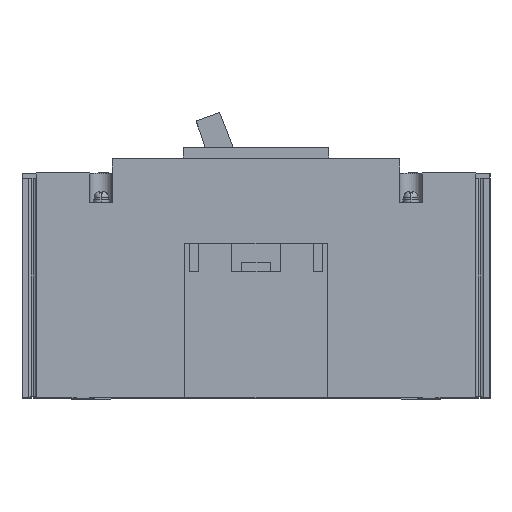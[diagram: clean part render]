
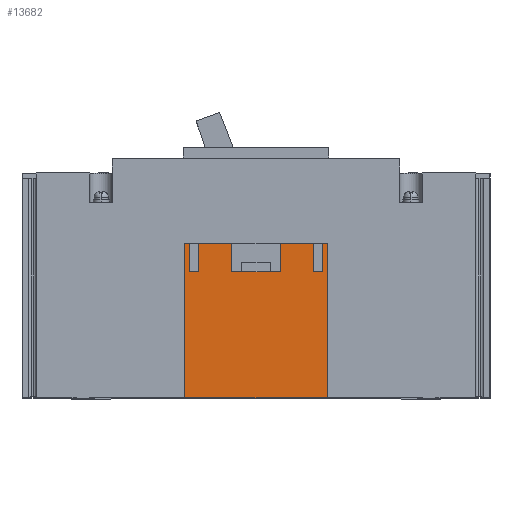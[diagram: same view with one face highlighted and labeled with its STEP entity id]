
A CAD part, top view. The second image highlights one B-rep face of the part: STEP entity #13682.
In plain terms, the highlighted planar face has unit normal (0, 0, 1).
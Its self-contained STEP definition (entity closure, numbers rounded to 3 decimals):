
#54 = CARTESIAN_POINT ( 'NONE',  ( 25.25, 0., 52.5 ) ) ;
#1643 = PLANE ( 'NONE',  #24062 ) ;
#2047 = ORIENTED_EDGE ( 'NONE', *, *, #4075, .T. ) ;
#2059 = VECTOR ( 'NONE', #40522, 1000. ) ;
#2827 = EDGE_CURVE ( 'NONE', #12729, #22545, #44313, .T. ) ;
#2941 = DIRECTION ( 'NONE',  ( 0., 1., 0. ) ) ;
#2993 = VERTEX_POINT ( 'NONE', #8676 ) ;
#3285 = DIRECTION ( 'NONE',  ( 1., 0., 0. ) ) ;
#3858 = CARTESIAN_POINT ( 'NONE',  ( -25.25, 54.5, 52.5 ) ) ;
#4075 = EDGE_CURVE ( 'NONE', #17514, #41793, #10842, .T. ) ;
#4537 = EDGE_CURVE ( 'NONE', #14815, #39568, #8887, .T. ) ;
#5470 = CARTESIAN_POINT ( 'NONE',  ( 0., 0., 52.5 ) ) ;
#5640 = EDGE_LOOP ( 'NONE', ( #38563, #25696, #14064, #41484, #7979, #16729, #26371, #28682, #13509, #2047, #19596, #14324, #33217, #7046, #36023, #19946 ) ) ;
#5951 = CARTESIAN_POINT ( 'NONE',  ( 23.5, 54.5, 52.5 ) ) ;
#6687 = CARTESIAN_POINT ( 'NONE',  ( 20.25, 44.5, 52.5 ) ) ;
#6899 = EDGE_CURVE ( 'NONE', #27548, #14815, #27191, .T. ) ;
#7046 = ORIENTED_EDGE ( 'NONE', *, *, #4537, .F. ) ;
#7131 = CARTESIAN_POINT ( 'NONE',  ( -23.5, 54.5, 52.5 ) ) ;
#7175 = LINE ( 'NONE', #30821, #17620 ) ;
#7221 = CARTESIAN_POINT ( 'NONE',  ( 20.25, 54.5, 52.5 ) ) ;
#7979 = ORIENTED_EDGE ( 'NONE', *, *, #42887, .T. ) ;
#8676 = CARTESIAN_POINT ( 'NONE',  ( 25.25, 54.5, 52.5 ) ) ;
#8887 = LINE ( 'NONE', #5951, #33553 ) ;
#8937 = VERTEX_POINT ( 'NONE', #29249 ) ;
#9171 = CARTESIAN_POINT ( 'NONE',  ( -25.25, 54.5, 52.5 ) ) ;
#9752 = CARTESIAN_POINT ( 'NONE',  ( 23.5, 44.5, 52.5 ) ) ;
#10023 = CARTESIAN_POINT ( 'NONE',  ( 20.25, 54.5, 52.5 ) ) ;
#10543 = EDGE_CURVE ( 'NONE', #25666, #8937, #7175, .T. ) ;
#10842 = LINE ( 'NONE', #14645, #42928 ) ;
#11260 = DIRECTION ( 'NONE',  ( 0., 1., 0. ) ) ;
#11524 = EDGE_CURVE ( 'NONE', #31271, #2993, #18032, .T. ) ;
#12409 = CARTESIAN_POINT ( 'NONE',  ( -25.25, 54.5, 52.5 ) ) ;
#12554 = LINE ( 'NONE', #9171, #12948 ) ;
#12729 = VERTEX_POINT ( 'NONE', #33843 ) ;
#12948 = VECTOR ( 'NONE', #22923, 1000. ) ;
#13164 = VECTOR ( 'NONE', #11260, 1000. ) ;
#13218 = VERTEX_POINT ( 'NONE', #17931 ) ;
#13509 = ORIENTED_EDGE ( 'NONE', *, *, #23778, .T. ) ;
#13682 = ADVANCED_FACE ( 'NONE', ( #42892 ), #1643, .F. ) ;
#14064 = ORIENTED_EDGE ( 'NONE', *, *, #10543, .F. ) ;
#14324 = ORIENTED_EDGE ( 'NONE', *, *, #11524, .T. ) ;
#14645 = CARTESIAN_POINT ( 'NONE',  ( -25.25, 0., 52.5 ) ) ;
#14754 = CARTESIAN_POINT ( 'NONE',  ( 20.25, 44.5, 52.5 ) ) ;
#14815 = VERTEX_POINT ( 'NONE', #9752 ) ;
#15774 = CARTESIAN_POINT ( 'NONE',  ( 23.5, 54.5, 52.5 ) ) ;
#15885 = VECTOR ( 'NONE', #21030, 1000. ) ;
#16274 = EDGE_CURVE ( 'NONE', #23267, #13218, #34270, .T. ) ;
#16675 = VECTOR ( 'NONE', #29247, 1000. ) ;
#16729 = ORIENTED_EDGE ( 'NONE', *, *, #16274, .F. ) ;
#16837 = CARTESIAN_POINT ( 'NONE',  ( -23.5, 44.5, 52.5 ) ) ;
#17514 = VERTEX_POINT ( 'NONE', #24862 ) ;
#17620 = VECTOR ( 'NONE', #37369, 1000. ) ;
#17931 = CARTESIAN_POINT ( 'NONE',  ( -20.25, 54.5, 52.5 ) ) ;
#18032 = LINE ( 'NONE', #31780, #13164 ) ;
#19596 = ORIENTED_EDGE ( 'NONE', *, *, #25986, .T. ) ;
#19631 = LINE ( 'NONE', #32927, #20914 ) ;
#19692 = DIRECTION ( 'NONE',  ( 0., 1., 0. ) ) ;
#19946 = ORIENTED_EDGE ( 'NONE', *, *, #40085, .F. ) ;
#20063 = CARTESIAN_POINT ( 'NONE',  ( -25.25, 0., 52.5 ) ) ;
#20914 = VECTOR ( 'NONE', #23017, 1000. ) ;
#21030 = DIRECTION ( 'NONE',  ( 1., 0., 0. ) ) ;
#21619 = CARTESIAN_POINT ( 'NONE',  ( 8.55, 0., 52.5 ) ) ;
#22334 = DIRECTION ( 'NONE',  ( -1., 0., 0. ) ) ;
#22545 = VERTEX_POINT ( 'NONE', #34814 ) ;
#22923 = DIRECTION ( 'NONE',  ( -1., 0., 0. ) ) ;
#23017 = DIRECTION ( 'NONE',  ( -1., 0., 0. ) ) ;
#23267 = VERTEX_POINT ( 'NONE', #25169 ) ;
#23770 = LINE ( 'NONE', #10023, #37292 ) ;
#23778 = EDGE_CURVE ( 'NONE', #12729, #17514, #32021, .T. ) ;
#23783 = CARTESIAN_POINT ( 'NONE',  ( -8.55, 54.5, 52.5 ) ) ;
#24062 = AXIS2_PLACEMENT_3D ( 'NONE', #5470, #36344, #36795 ) ;
#24165 = VERTEX_POINT ( 'NONE', #36024 ) ;
#24646 = VERTEX_POINT ( 'NONE', #23783 ) ;
#24815 = LINE ( 'NONE', #3858, #36779 ) ;
#24862 = CARTESIAN_POINT ( 'NONE',  ( -25.25, 54.5, 52.5 ) ) ;
#25169 = CARTESIAN_POINT ( 'NONE',  ( -20.25, 44.5, 52.5 ) ) ;
#25666 = VERTEX_POINT ( 'NONE', #31659 ) ;
#25696 = ORIENTED_EDGE ( 'NONE', *, *, #42011, .F. ) ;
#25986 = EDGE_CURVE ( 'NONE', #41793, #31271, #41335, .T. ) ;
#26227 = EDGE_CURVE ( 'NONE', #2993, #39568, #19631, .T. ) ;
#26371 = ORIENTED_EDGE ( 'NONE', *, *, #40763, .F. ) ;
#27191 = LINE ( 'NONE', #6687, #41630 ) ;
#27548 = VERTEX_POINT ( 'NONE', #14754 ) ;
#28682 = ORIENTED_EDGE ( 'NONE', *, *, #2827, .F. ) ;
#29036 = LINE ( 'NONE', #39856, #16675 ) ;
#29247 = DIRECTION ( 'NONE',  ( 0., -1., 0. ) ) ;
#29249 = CARTESIAN_POINT ( 'NONE',  ( 8.55, 44.5, 52.5 ) ) ;
#29856 = LINE ( 'NONE', #21619, #34515 ) ;
#30083 = DIRECTION ( 'NONE',  ( 0., 1., 0. ) ) ;
#30514 = DIRECTION ( 'NONE',  ( 0., -1., 0. ) ) ;
#30677 = DIRECTION ( 'NONE',  ( -1., 0., 0. ) ) ;
#30821 = CARTESIAN_POINT ( 'NONE',  ( -5., 44.5, 52.5 ) ) ;
#31271 = VERTEX_POINT ( 'NONE', #54 ) ;
#31350 = VECTOR ( 'NONE', #34167, 1000. ) ;
#31659 = CARTESIAN_POINT ( 'NONE',  ( -8.55, 44.5, 52.5 ) ) ;
#31780 = CARTESIAN_POINT ( 'NONE',  ( 25.25, 0., 52.5 ) ) ;
#32021 = LINE ( 'NONE', #12409, #33767 ) ;
#32927 = CARTESIAN_POINT ( 'NONE',  ( -25.25, 54.5, 52.5 ) ) ;
#33217 = ORIENTED_EDGE ( 'NONE', *, *, #26227, .T. ) ;
#33553 = VECTOR ( 'NONE', #19692, 1000. ) ;
#33767 = VECTOR ( 'NONE', #22334, 1000. ) ;
#33827 = CARTESIAN_POINT ( 'NONE',  ( -20.25, 54.5, 52.5 ) ) ;
#33843 = CARTESIAN_POINT ( 'NONE',  ( -23.5, 54.5, 52.5 ) ) ;
#34167 = DIRECTION ( 'NONE',  ( 0., -1., 0. ) ) ;
#34270 = LINE ( 'NONE', #33827, #42178 ) ;
#34515 = VECTOR ( 'NONE', #30083, 1000. ) ;
#34646 = EDGE_CURVE ( 'NONE', #24646, #25666, #29036, .T. ) ;
#34814 = CARTESIAN_POINT ( 'NONE',  ( -23.5, 44.5, 52.5 ) ) ;
#36023 = ORIENTED_EDGE ( 'NONE', *, *, #6899, .F. ) ;
#36024 = CARTESIAN_POINT ( 'NONE',  ( 8.55, 54.5, 52.5 ) ) ;
#36344 = DIRECTION ( 'NONE',  ( 0., 0., -1. ) ) ;
#36779 = VECTOR ( 'NONE', #30677, 1000. ) ;
#36795 = DIRECTION ( 'NONE',  ( -1., 0., 0. ) ) ;
#37120 = LINE ( 'NONE', #16837, #2059 ) ;
#37292 = VECTOR ( 'NONE', #30514, 1000. ) ;
#37369 = DIRECTION ( 'NONE',  ( 1., 0., 0. ) ) ;
#38563 = ORIENTED_EDGE ( 'NONE', *, *, #44110, .T. ) ;
#39568 = VERTEX_POINT ( 'NONE', #15774 ) ;
#39856 = CARTESIAN_POINT ( 'NONE',  ( -8.55, 0., 52.5 ) ) ;
#40085 = EDGE_CURVE ( 'NONE', #41885, #27548, #23770, .T. ) ;
#40522 = DIRECTION ( 'NONE',  ( 1., 0., 0. ) ) ;
#40763 = EDGE_CURVE ( 'NONE', #22545, #23267, #37120, .T. ) ;
#41109 = CARTESIAN_POINT ( 'NONE',  ( -25.25, 0., 52.5 ) ) ;
#41335 = LINE ( 'NONE', #41109, #15885 ) ;
#41484 = ORIENTED_EDGE ( 'NONE', *, *, #34646, .F. ) ;
#41630 = VECTOR ( 'NONE', #3285, 1000. ) ;
#41793 = VERTEX_POINT ( 'NONE', #20063 ) ;
#41885 = VERTEX_POINT ( 'NONE', #7221 ) ;
#41941 = DIRECTION ( 'NONE',  ( 0., -1., 0. ) ) ;
#42011 = EDGE_CURVE ( 'NONE', #8937, #24165, #29856, .T. ) ;
#42178 = VECTOR ( 'NONE', #2941, 1000. ) ;
#42887 = EDGE_CURVE ( 'NONE', #24646, #13218, #12554, .T. ) ;
#42892 = FACE_OUTER_BOUND ( 'NONE', #5640, .T. ) ;
#42928 = VECTOR ( 'NONE', #41941, 1000. ) ;
#44110 = EDGE_CURVE ( 'NONE', #41885, #24165, #24815, .T. ) ;
#44313 = LINE ( 'NONE', #7131, #31350 ) ;
